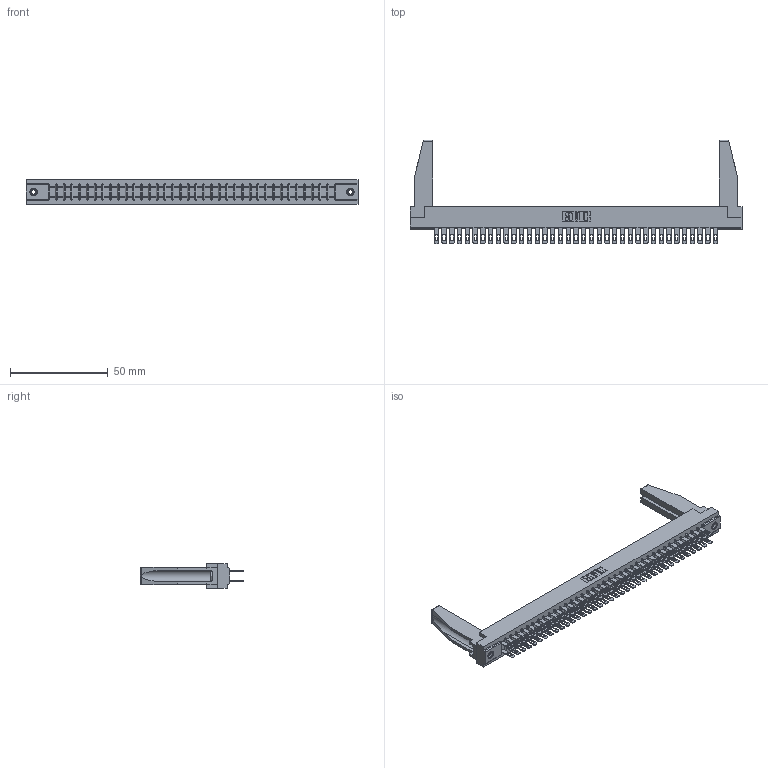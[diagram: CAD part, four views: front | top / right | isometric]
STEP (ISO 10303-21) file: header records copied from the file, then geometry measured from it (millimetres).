
FILE_DESCRIPTION (( 'STEP AP203' ), '1' );
FILE_NAME ('307-074-500-278.STEP', '2019-09-06T20:53:42', ( '' ), ( '' ), 'SwSTEP 2.0', 'SolidWorks 2016', '' );
FILE_SCHEMA (( 'CONFIG_CONTROL_DESIGN' ));
Length unit declared in the file: inch
Products named in the file (5): 307-220-078; 307-290-001_500; 345-250-001_345-250-001-102; 307 Part_.156 Dia Mounting Holes; 307-074-500-278
Assembly tree (79 placements, depth 2):
  307-074-500-278
    307 Part_.156 Dia Mounting Holes
    307-290-001_500  x74
    307-220-078  x2
    345-250-001_345-250-001-102  x2
Bounding box: 169.62 x 52.88 x 12.7 mm (x, y, z)
Volume: 22207.1 mm3; surface area: 27188.9 mm2
Topology: 79 solids, 79 shells, 3690 faces, 10273 edges, 6638 vertices
Faces by surface type: plane 2374, cylinder 1224, sphere 76, cone 12, torus 4
Entity records: 35933 total; most frequent: CARTESIAN_POINT 5887, ORIENTED_EDGE 5792, DIRECTION 5724, EDGE_CURVE 2896, LINE 2222, VECTOR 2222, VERTEX_POINT 1872, AXIS2_PLACEMENT_3D 1751
